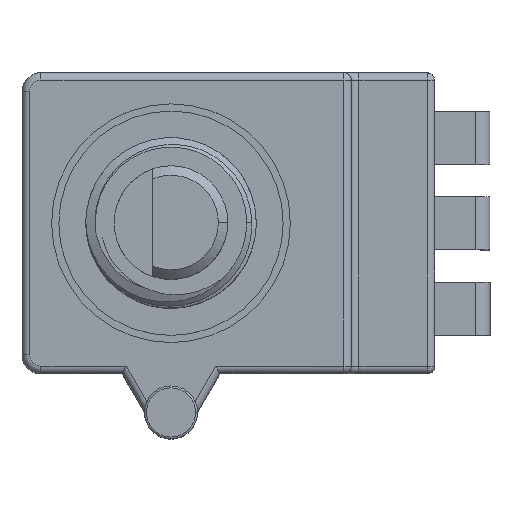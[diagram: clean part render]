
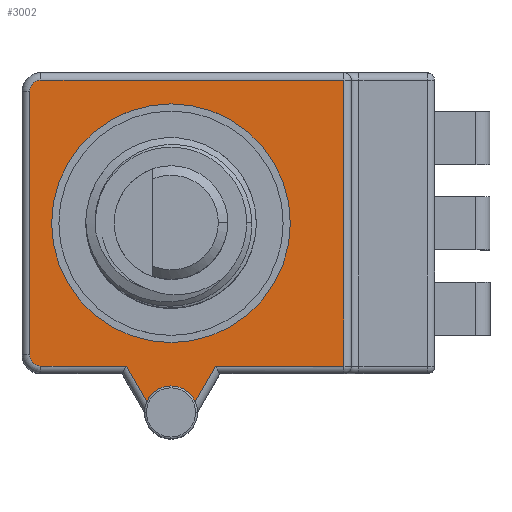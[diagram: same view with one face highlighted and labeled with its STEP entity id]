
A CAD part, top view. The second image highlights one B-rep face of the part: STEP entity #3002.
In plain terms, the highlighted planar face has unit normal (0, 0, 1).
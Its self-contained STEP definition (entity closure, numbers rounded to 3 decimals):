
#49 = DIRECTION ( 'NONE',  ( 0.5, -0.866, 0. ) ) ;
#336 = VERTEX_POINT ( 'NONE', #6925 ) ;
#575 = DIRECTION ( 'NONE',  ( 0., 0., 1. ) ) ;
#748 = DIRECTION ( 'NONE',  ( -1., 0., 0. ) ) ;
#830 = VECTOR ( 'NONE', #748, 1000. ) ;
#1187 = EDGE_LOOP ( 'NONE', ( #7377, #7406 ) ) ;
#1234 = EDGE_CURVE ( 'NONE', #6711, #7249, #10453, .T. ) ;
#1247 = CARTESIAN_POINT ( 'NONE',  ( -7.47, -6.95, -0.1 ) ) ;
#1522 = VERTEX_POINT ( 'NONE', #4975 ) ;
#1554 = ORIENTED_EDGE ( 'NONE', *, *, #5571, .T. ) ;
#1645 = DIRECTION ( 'NONE',  ( -1., 0., 0. ) ) ;
#1711 = AXIS2_PLACEMENT_3D ( 'NONE', #8403, #2295, #10255 ) ;
#2060 = ORIENTED_EDGE ( 'NONE', *, *, #3639, .F. ) ;
#2295 = DIRECTION ( 'NONE',  ( 0., 0., 1. ) ) ;
#2336 = ORIENTED_EDGE ( 'NONE', *, *, #10241, .T. ) ;
#2873 = DIRECTION ( 'NONE',  ( 0., 0., 1. ) ) ;
#3002 = ADVANCED_FACE ( 'NONE', ( #8282, #5602 ), #6529, .F. ) ;
#3174 = VECTOR ( 'NONE', #11490, 1000. ) ;
#3284 = CARTESIAN_POINT ( 'NONE',  ( 2.468, -7.35, -0.1 ) ) ;
#3297 = CARTESIAN_POINT ( 'NONE',  ( 9.53, -7.55, -0.1 ) ) ;
#3356 = DIRECTION ( 'NONE',  ( 1., 0., 0. ) ) ;
#3448 = LINE ( 'NONE', #5143, #3174 ) ;
#3639 = EDGE_CURVE ( 'NONE', #336, #7628, #10075, .T. ) ;
#3656 = EDGE_CURVE ( 'NONE', #7363, #9264, #6749, .T. ) ;
#3677 = CARTESIAN_POINT ( 'NONE',  ( -6.305, 0., -0.1 ) ) ;
#3845 = VERTEX_POINT ( 'NONE', #1247 ) ;
#3946 = AXIS2_PLACEMENT_3D ( 'NONE', #9482, #575, #8376 ) ;
#3998 = CARTESIAN_POINT ( 'NONE',  ( -2.353, -7.55, -0.1 ) ) ;
#4009 = DIRECTION ( 'NONE',  ( 0., 0., 1. ) ) ;
#4107 = CIRCLE ( 'NONE', #5599, 0.6 ) ;
#4317 = CIRCLE ( 'NONE', #11205, 0.6 ) ;
#4595 = VERTEX_POINT ( 'NONE', #11314 ) ;
#4647 = ORIENTED_EDGE ( 'NONE', *, *, #4678, .T. ) ;
#4678 = EDGE_CURVE ( 'NONE', #3845, #8077, #4317, .T. ) ;
#4975 = CARTESIAN_POINT ( 'NONE',  ( -6.87, 7.55, -0.1 ) ) ;
#5011 = VECTOR ( 'NONE', #3356, 1000. ) ;
#5143 = CARTESIAN_POINT ( 'NONE',  ( 9.53, -7.55, -0.1 ) ) ;
#5165 = DIRECTION ( 'NONE',  ( 0., 1., 0. ) ) ;
#5341 = ORIENTED_EDGE ( 'NONE', *, *, #6296, .T. ) ;
#5516 = VECTOR ( 'NONE', #5165, 1000. ) ;
#5571 = EDGE_CURVE ( 'NONE', #336, #6239, #7714, .T. ) ;
#5599 = AXIS2_PLACEMENT_3D ( 'NONE', #6324, #2873, #10961 ) ;
#5602 = FACE_OUTER_BOUND ( 'NONE', #5838, .T. ) ;
#5649 = ORIENTED_EDGE ( 'NONE', *, *, #9395, .T. ) ;
#5777 = CARTESIAN_POINT ( 'NONE',  ( 6.305, 0., -0.1 ) ) ;
#5838 = EDGE_LOOP ( 'NONE', ( #2060, #1554, #5649, #5890, #9093, #2336, #9845, #4647, #7450, #5341 ) ) ;
#5890 = ORIENTED_EDGE ( 'NONE', *, *, #1234, .T. ) ;
#5943 = CARTESIAN_POINT ( 'NONE',  ( -1.274, -9.419, -0.1 ) ) ;
#5946 = VECTOR ( 'NONE', #49, 1000. ) ;
#5990 = CARTESIAN_POINT ( 'NONE',  ( -6.87, 7.55, -0.1 ) ) ;
#6040 = CARTESIAN_POINT ( 'NONE',  ( 9.13, 7.95, -0.1 ) ) ;
#6192 = CARTESIAN_POINT ( 'NONE',  ( 9.13, 7.55, -0.1 ) ) ;
#6196 = CARTESIAN_POINT ( 'NONE',  ( -6.87, -6.95, -0.1 ) ) ;
#6239 = VERTEX_POINT ( 'NONE', #11103 ) ;
#6255 = VERTEX_POINT ( 'NONE', #3998 ) ;
#6296 = EDGE_CURVE ( 'NONE', #6255, #7628, #10568, .T. ) ;
#6324 = CARTESIAN_POINT ( 'NONE',  ( -6.87, 6.95, -0.1 ) ) ;
#6420 = DIRECTION ( 'NONE',  ( 0., 0., -1. ) ) ;
#6529 = PLANE ( 'NONE',  #9303 ) ;
#6711 = VERTEX_POINT ( 'NONE', #9746 ) ;
#6737 = CIRCLE ( 'NONE', #1711, 6.305 ) ;
#6749 = CIRCLE ( 'NONE', #7479, 6.305 ) ;
#6837 = DIRECTION ( 'NONE',  ( 0.5, 0.866, 0. ) ) ;
#6925 = CARTESIAN_POINT ( 'NONE',  ( 1.274, -9.419, -0.1 ) ) ;
#7249 = VERTEX_POINT ( 'NONE', #6192 ) ;
#7343 = CARTESIAN_POINT ( 'NONE',  ( -6.87, -6.95, -0.1 ) ) ;
#7363 = VERTEX_POINT ( 'NONE', #3677 ) ;
#7377 = ORIENTED_EDGE ( 'NONE', *, *, #10692, .F. ) ;
#7406 = ORIENTED_EDGE ( 'NONE', *, *, #3656, .F. ) ;
#7450 = ORIENTED_EDGE ( 'NONE', *, *, #8079, .T. ) ;
#7479 = AXIS2_PLACEMENT_3D ( 'NONE', #10113, #4009, #7617 ) ;
#7617 = DIRECTION ( 'NONE',  ( 1., 0., 0. ) ) ;
#7628 = VERTEX_POINT ( 'NONE', #5943 ) ;
#7699 = CARTESIAN_POINT ( 'NONE',  ( -7.47, -6.95, -0.1 ) ) ;
#7714 = LINE ( 'NONE', #3284, #10752 ) ;
#7731 = LINE ( 'NONE', #3297, #5011 ) ;
#7738 = LINE ( 'NONE', #5990, #830 ) ;
#8077 = VERTEX_POINT ( 'NONE', #9305 ) ;
#8079 = EDGE_CURVE ( 'NONE', #8077, #6255, #7731, .T. ) ;
#8282 = FACE_BOUND ( 'NONE', #1187, .T. ) ;
#8376 = DIRECTION ( 'NONE',  ( 1., 0., 0. ) ) ;
#8403 = CARTESIAN_POINT ( 'NONE',  ( 0., 0., -0.1 ) ) ;
#8834 = CARTESIAN_POINT ( 'NONE',  ( -1.054, -9.8, -0.1 ) ) ;
#8957 = VECTOR ( 'NONE', #9509, 1000. ) ;
#9093 = ORIENTED_EDGE ( 'NONE', *, *, #11114, .T. ) ;
#9264 = VERTEX_POINT ( 'NONE', #5777 ) ;
#9303 = AXIS2_PLACEMENT_3D ( 'NONE', #7343, #6420, #10838 ) ;
#9305 = CARTESIAN_POINT ( 'NONE',  ( -6.87, -7.55, -0.1 ) ) ;
#9395 = EDGE_CURVE ( 'NONE', #6239, #6711, #3448, .T. ) ;
#9482 = CARTESIAN_POINT ( 'NONE',  ( 0., -10., -0.1 ) ) ;
#9509 = DIRECTION ( 'NONE',  ( 0., -1., 0. ) ) ;
#9626 = DIRECTION ( 'NONE',  ( 0., 0., 1. ) ) ;
#9746 = CARTESIAN_POINT ( 'NONE',  ( 9.13, -7.55, -0.1 ) ) ;
#9845 = ORIENTED_EDGE ( 'NONE', *, *, #10677, .T. ) ;
#10075 = CIRCLE ( 'NONE', #3946, 1.4 ) ;
#10113 = CARTESIAN_POINT ( 'NONE',  ( 0., 0., -0.1 ) ) ;
#10241 = EDGE_CURVE ( 'NONE', #1522, #4595, #4107, .T. ) ;
#10255 = DIRECTION ( 'NONE',  ( 1., 0., 0. ) ) ;
#10453 = LINE ( 'NONE', #6040, #5516 ) ;
#10568 = LINE ( 'NONE', #8834, #5946 ) ;
#10677 = EDGE_CURVE ( 'NONE', #4595, #3845, #11200, .T. ) ;
#10692 = EDGE_CURVE ( 'NONE', #9264, #7363, #6737, .T. ) ;
#10752 = VECTOR ( 'NONE', #6837, 1000. ) ;
#10838 = DIRECTION ( 'NONE',  ( -1., 0., 0. ) ) ;
#10961 = DIRECTION ( 'NONE',  ( -1., 0., 0. ) ) ;
#11103 = CARTESIAN_POINT ( 'NONE',  ( 2.353, -7.55, -0.1 ) ) ;
#11114 = EDGE_CURVE ( 'NONE', #7249, #1522, #7738, .T. ) ;
#11200 = LINE ( 'NONE', #7699, #8957 ) ;
#11205 = AXIS2_PLACEMENT_3D ( 'NONE', #6196, #9626, #1645 ) ;
#11314 = CARTESIAN_POINT ( 'NONE',  ( -7.47, 6.95, -0.1 ) ) ;
#11490 = DIRECTION ( 'NONE',  ( 1., 0., 0. ) ) ;
